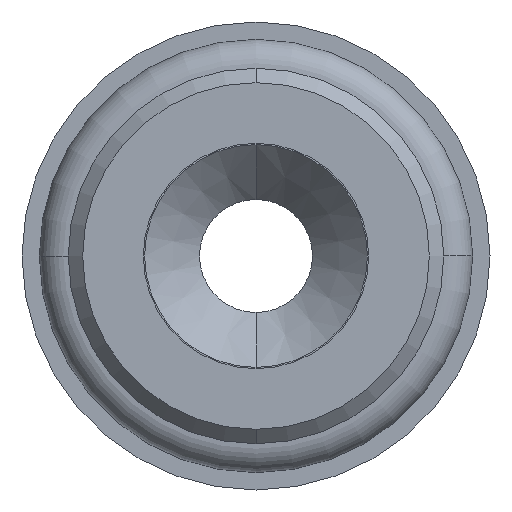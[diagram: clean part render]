
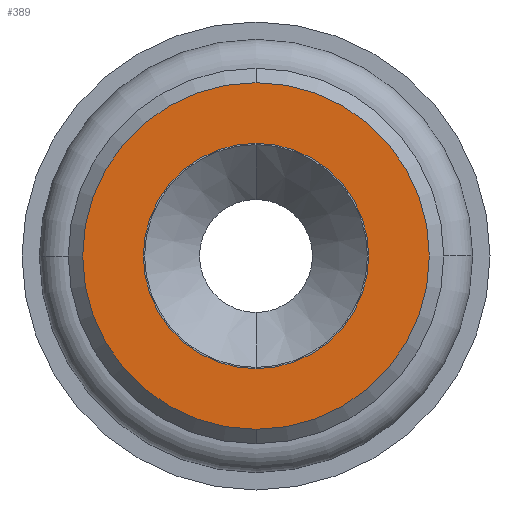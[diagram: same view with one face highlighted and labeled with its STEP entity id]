
A CAD part, front view. The second image highlights one B-rep face of the part: STEP entity #389.
In plain terms, the highlighted planar face has unit normal (0, -1, 0).
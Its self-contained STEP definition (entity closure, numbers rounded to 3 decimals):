
#20 = FACE_BOUND ( 'NONE', #404, .T. ) ;
#33 = DIRECTION ( 'NONE',  ( 0., -1., 0. ) ) ;
#74 = CIRCLE ( 'NONE', #371, 6. ) ;
#112 = CARTESIAN_POINT ( 'NONE',  ( 0., -8.05, 0. ) ) ;
#160 = AXIS2_PLACEMENT_3D ( 'NONE', #112, #1197, #280 ) ;
#189 = CIRCLE ( 'NONE', #1246, 3.9 ) ;
#280 = DIRECTION ( 'NONE',  ( 0., 0., -1. ) ) ;
#346 = ORIENTED_EDGE ( 'NONE', *, *, #624, .F. ) ;
#371 = AXIS2_PLACEMENT_3D ( 'NONE', #970, #33, #1127 ) ;
#389 = ADVANCED_FACE ( 'NONE', ( #20, #854 ), #508, .T. ) ;
#404 = EDGE_LOOP ( 'NONE', ( #346, #1232 ) ) ;
#477 = VERTEX_POINT ( 'NONE', #1445 ) ;
#508 = PLANE ( 'NONE',  #1389 ) ;
#516 = DIRECTION ( 'NONE',  ( 0., -1., 0. ) ) ;
#539 = AXIS2_PLACEMENT_3D ( 'NONE', #1665, #739, #1819 ) ;
#559 = CARTESIAN_POINT ( 'NONE',  ( 0., -8.05, 3.9 ) ) ;
#624 = EDGE_CURVE ( 'NONE', #477, #1861, #189, .T. ) ;
#639 = ORIENTED_EDGE ( 'NONE', *, *, #765, .T. ) ;
#659 = CARTESIAN_POINT ( 'NONE',  ( 0., -8.05, 0. ) ) ;
#689 = EDGE_LOOP ( 'NONE', ( #797, #639 ) ) ;
#739 = DIRECTION ( 'NONE',  ( 0., -1., 0. ) ) ;
#765 = EDGE_CURVE ( 'NONE', #1761, #1464, #74, .T. ) ;
#797 = ORIENTED_EDGE ( 'NONE', *, *, #1707, .T. ) ;
#854 = FACE_OUTER_BOUND ( 'NONE', #689, .T. ) ;
#968 = DIRECTION ( 'NONE',  ( 0., 0., -1. ) ) ;
#970 = CARTESIAN_POINT ( 'NONE',  ( 0., -8.05, 0. ) ) ;
#1077 = CIRCLE ( 'NONE', #160, 6. ) ;
#1127 = DIRECTION ( 'NONE',  ( 0., 0., -1. ) ) ;
#1197 = DIRECTION ( 'NONE',  ( 0., -1., 0. ) ) ;
#1221 = EDGE_CURVE ( 'NONE', #1861, #477, #1726, .T. ) ;
#1232 = ORIENTED_EDGE ( 'NONE', *, *, #1221, .F. ) ;
#1246 = AXIS2_PLACEMENT_3D ( 'NONE', #1425, #516, #1586 ) ;
#1389 = AXIS2_PLACEMENT_3D ( 'NONE', #659, #1885, #968 ) ;
#1425 = CARTESIAN_POINT ( 'NONE',  ( 0., -8.05, 0. ) ) ;
#1445 = CARTESIAN_POINT ( 'NONE',  ( 0., -8.05, -3.9 ) ) ;
#1464 = VERTEX_POINT ( 'NONE', #1963 ) ;
#1586 = DIRECTION ( 'NONE',  ( 0., 0., -1. ) ) ;
#1665 = CARTESIAN_POINT ( 'NONE',  ( 0., -8.05, 0. ) ) ;
#1666 = CARTESIAN_POINT ( 'NONE',  ( 0., -8.05, -6. ) ) ;
#1707 = EDGE_CURVE ( 'NONE', #1464, #1761, #1077, .T. ) ;
#1726 = CIRCLE ( 'NONE', #539, 3.9 ) ;
#1761 = VERTEX_POINT ( 'NONE', #1666 ) ;
#1819 = DIRECTION ( 'NONE',  ( 0., 0., -1. ) ) ;
#1861 = VERTEX_POINT ( 'NONE', #559 ) ;
#1885 = DIRECTION ( 'NONE',  ( 0., -1., 0. ) ) ;
#1963 = CARTESIAN_POINT ( 'NONE',  ( 0., -8.05, 6. ) ) ;
